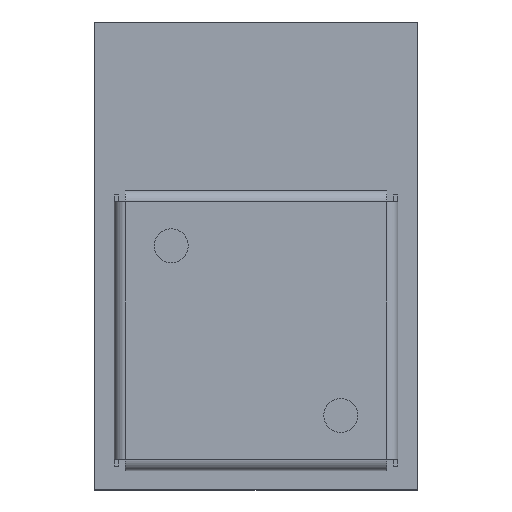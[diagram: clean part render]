
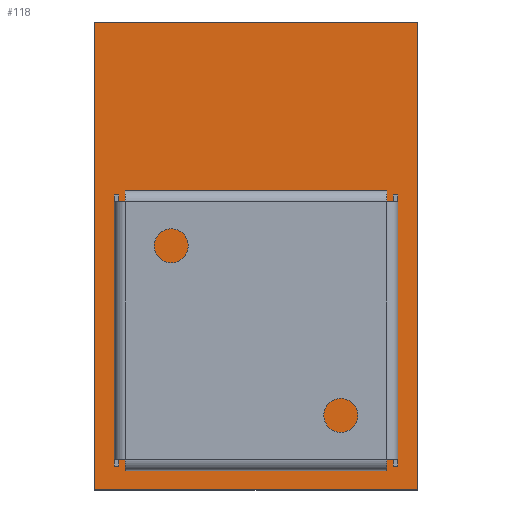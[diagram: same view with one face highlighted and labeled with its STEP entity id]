
A CAD part, top view. The second image highlights one B-rep face of the part: STEP entity #118.
In plain terms, the highlighted planar face has unit normal (0, 0, 1).
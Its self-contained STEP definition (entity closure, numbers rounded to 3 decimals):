
#118=ADVANCED_FACE('',(#228),#229,.F.);
#228=FACE_OUTER_BOUND('',#338,.T.);
#229=PLANE('',#339);
#338=EDGE_LOOP('',(#715,#716,#717,#718));
#339=AXIS2_PLACEMENT_3D('',#719,#720,#721);
#715=ORIENTED_EDGE('',*,*,#826,.T.);
#716=ORIENTED_EDGE('',*,*,#830,.T.);
#717=ORIENTED_EDGE('',*,*,#833,.T.);
#718=ORIENTED_EDGE('',*,*,#835,.T.);
#719=CARTESIAN_POINT('',(0.0,-13.8,0.0));
#720=DIRECTION('',(0.0,0.0,-1.0));
#721=DIRECTION('',(0.0,-1.0,0.0));
#826=EDGE_CURVE('',#997,#995,#998,.T.);
#830=EDGE_CURVE('',#995,#1002,#1004,.T.);
#833=EDGE_CURVE('',#1002,#1007,#1009,.T.);
#835=EDGE_CURVE('',#1007,#997,#1011,.T.);
#995=VERTEX_POINT('',#1248);
#997=VERTEX_POINT('',#1251);
#998=LINE('',#1252,#1253);
#1002=VERTEX_POINT('',#1259);
#1004=LINE('',#1262,#1263);
#1007=VERTEX_POINT('',#1267);
#1009=LINE('',#1270,#1271);
#1011=LINE('',#1274,#1275);
#1248=CARTESIAN_POINT('',(9.5,-13.8,0.0));
#1251=CARTESIAN_POINT('',(0.0,-13.8,0.0));
#1252=CARTESIAN_POINT('',(0.0,-13.8,0.0));
#1253=VECTOR('',#1426,1.0);
#1259=CARTESIAN_POINT('',(9.5,0.0,0.0));
#1262=CARTESIAN_POINT('',(9.5,-13.8,0.0));
#1263=VECTOR('',#1430,1.0);
#1267=CARTESIAN_POINT('',(0.0,0.0,0.0));
#1270=CARTESIAN_POINT('',(9.5,0.0,0.0));
#1271=VECTOR('',#1433,1.0);
#1274=CARTESIAN_POINT('',(0.0,0.0,0.0));
#1275=VECTOR('',#1435,1.0);
#1426=DIRECTION('',(1.0,0.0,0.0));
#1430=DIRECTION('',(0.0,1.0,0.0));
#1433=DIRECTION('',(-1.0,0.0,0.0));
#1435=DIRECTION('',(0.0,-1.0,0.0));
